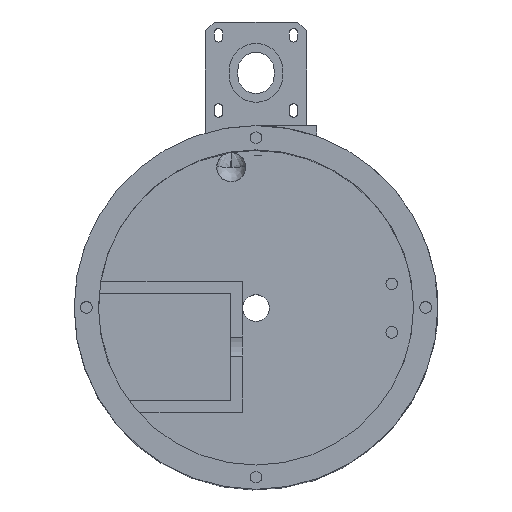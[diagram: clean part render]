
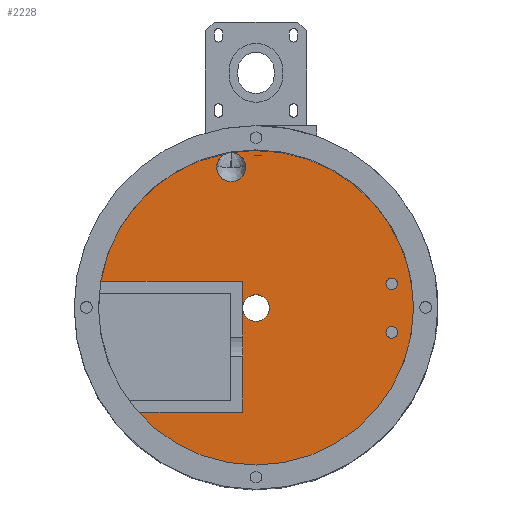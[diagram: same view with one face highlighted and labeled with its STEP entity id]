
A CAD part, top view. The second image highlights one B-rep face of the part: STEP entity #2228.
In plain terms, the highlighted planar face has unit normal (0, 0, 1).
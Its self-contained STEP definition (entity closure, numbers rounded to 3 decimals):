
#17=FACE_BOUND('',#293,.T.);
#18=FACE_BOUND('',#294,.T.);
#78=PLANE('',#2379);
#164=FACE_OUTER_BOUND('',#292,.T.);
#292=EDGE_LOOP('',(#1563,#1564,#1565,#1566,#1567,#1568,#1569,#1570,#1571,
#1572,#1573,#1574,#1575,#1576,#1577));
#293=EDGE_LOOP('',(#1578));
#294=EDGE_LOOP('',(#1579));
#458=CIRCLE('',#2343,6.);
#460=CIRCLE('',#2349,2.4);
#462=CIRCLE('',#2353,2.4);
#465=CIRCLE('',#2363,6.);
#466=CIRCLE('',#2364,6.);
#472=CIRCLE('',#2380,65.);
#473=CIRCLE('',#2381,5.5);
#474=CIRCLE('',#2382,5.5);
#475=CIRCLE('',#2383,65.);
#476=CIRCLE('',#2384,75.);
#477=CIRCLE('',#2385,65.);
#573=LINE('',#3642,#771);
#574=LINE('',#3644,#772);
#575=LINE('',#3649,#773);
#576=LINE('',#3651,#774);
#577=LINE('',#3655,#775);
#578=LINE('',#3659,#776);
#771=VECTOR('',#2673,10.);
#772=VECTOR('',#2674,10.);
#773=VECTOR('',#2679,10.);
#774=VECTOR('',#2680,10.);
#775=VECTOR('',#2683,10.);
#776=VECTOR('',#2686,10.);
#963=VERTEX_POINT('',#3279);
#965=VERTEX_POINT('',#3282);
#968=VERTEX_POINT('',#3292);
#970=VERTEX_POINT('',#3299);
#976=VERTEX_POINT('',#3377);
#982=VERTEX_POINT('',#3639);
#983=VERTEX_POINT('',#3641);
#984=VERTEX_POINT('',#3643);
#985=VERTEX_POINT('',#3645);
#986=VERTEX_POINT('',#3648);
#987=VERTEX_POINT('',#3650);
#988=VERTEX_POINT('',#3652);
#989=VERTEX_POINT('',#3654);
#990=VERTEX_POINT('',#3656);
#991=VERTEX_POINT('',#3658);
#1179=EDGE_CURVE('',#965,#963,#458,.T.);
#1184=EDGE_CURVE('',#968,#968,#460,.T.);
#1187=EDGE_CURVE('',#970,#970,#462,.T.);
#1197=EDGE_CURVE('',#976,#965,#465,.T.);
#1198=EDGE_CURVE('',#963,#976,#466,.T.);
#1211=EDGE_CURVE('',#982,#976,#472,.T.);
#1212=EDGE_CURVE('',#982,#983,#573,.T.);
#1213=EDGE_CURVE('',#983,#984,#574,.T.);
#1214=EDGE_CURVE('',#984,#985,#473,.T.);
#1215=EDGE_CURVE('',#985,#984,#474,.T.);
#1216=EDGE_CURVE('',#984,#986,#575,.T.);
#1217=EDGE_CURVE('',#986,#987,#576,.T.);
#1218=EDGE_CURVE('',#988,#987,#475,.T.);
#1219=EDGE_CURVE('',#988,#989,#577,.T.);
#1220=EDGE_CURVE('',#990,#989,#476,.T.);
#1221=EDGE_CURVE('',#991,#990,#578,.T.);
#1222=EDGE_CURVE('',#976,#991,#477,.T.);
#1563=ORIENTED_EDGE('',*,*,#1211,.F.);
#1564=ORIENTED_EDGE('',*,*,#1212,.T.);
#1565=ORIENTED_EDGE('',*,*,#1213,.T.);
#1566=ORIENTED_EDGE('',*,*,#1214,.T.);
#1567=ORIENTED_EDGE('',*,*,#1215,.T.);
#1568=ORIENTED_EDGE('',*,*,#1216,.T.);
#1569=ORIENTED_EDGE('',*,*,#1217,.T.);
#1570=ORIENTED_EDGE('',*,*,#1218,.F.);
#1571=ORIENTED_EDGE('',*,*,#1219,.T.);
#1572=ORIENTED_EDGE('',*,*,#1220,.F.);
#1573=ORIENTED_EDGE('',*,*,#1221,.F.);
#1574=ORIENTED_EDGE('',*,*,#1222,.F.);
#1575=ORIENTED_EDGE('',*,*,#1197,.T.);
#1576=ORIENTED_EDGE('',*,*,#1179,.T.);
#1577=ORIENTED_EDGE('',*,*,#1198,.T.);
#1578=ORIENTED_EDGE('',*,*,#1184,.T.);
#1579=ORIENTED_EDGE('',*,*,#1187,.T.);
#2228=ADVANCED_FACE('',(#164,#17,#18),#78,.T.);
#2343=AXIS2_PLACEMENT_3D('',#3283,#2592,#2593);
#2349=AXIS2_PLACEMENT_3D('',#3293,#2605,#2606);
#2353=AXIS2_PLACEMENT_3D('',#3300,#2614,#2615);
#2363=AXIS2_PLACEMENT_3D('',#3378,#2636,#2637);
#2364=AXIS2_PLACEMENT_3D('',#3379,#2638,#2639);
#2379=AXIS2_PLACEMENT_3D('',#3638,#2669,#2670);
#2380=AXIS2_PLACEMENT_3D('',#3640,#2671,#2672);
#2381=AXIS2_PLACEMENT_3D('',#3646,#2675,#2676);
#2382=AXIS2_PLACEMENT_3D('',#3647,#2677,#2678);
#2383=AXIS2_PLACEMENT_3D('',#3653,#2681,#2682);
#2384=AXIS2_PLACEMENT_3D('',#3657,#2684,#2685);
#2385=AXIS2_PLACEMENT_3D('',#3660,#2687,#2688);
#2592=DIRECTION('center_axis',(0.,0.,-1.));
#2593=DIRECTION('ref_axis',(-1.,0.,0.));
#2605=DIRECTION('center_axis',(0.,0.,-1.));
#2606=DIRECTION('ref_axis',(-1.,0.,0.));
#2614=DIRECTION('center_axis',(0.,0.,-1.));
#2615=DIRECTION('ref_axis',(-1.,0.,0.));
#2636=DIRECTION('center_axis',(0.,0.,-1.));
#2637=DIRECTION('ref_axis',(-1.,0.,0.));
#2638=DIRECTION('center_axis',(0.,0.,-1.));
#2639=DIRECTION('ref_axis',(-1.,0.,0.));
#2669=DIRECTION('center_axis',(0.,0.,1.));
#2670=DIRECTION('ref_axis',(-1.,0.,0.));
#2671=DIRECTION('center_axis',(0.,0.,-1.));
#2672=DIRECTION('ref_axis',(-1.,0.,0.));
#2673=DIRECTION('',(1.,0.,0.));
#2674=DIRECTION('',(0.,-1.,0.));
#2675=DIRECTION('center_axis',(0.,0.,-1.));
#2676=DIRECTION('ref_axis',(-1.,0.,0.));
#2677=DIRECTION('center_axis',(0.,0.,-1.));
#2678=DIRECTION('ref_axis',(-1.,0.,0.));
#2679=DIRECTION('',(0.,-1.,0.));
#2680=DIRECTION('',(-1.,0.,0.));
#2681=DIRECTION('center_axis',(0.,0.,-1.));
#2682=DIRECTION('ref_axis',(-1.,0.,0.));
#2683=DIRECTION('',(1.,0.,0.));
#2684=DIRECTION('center_axis',(0.,0.,
-1.));
#2685=DIRECTION('ref_axis',(1.,0.,0.));
#2686=DIRECTION('',(1.,0.,0.));
#2687=DIRECTION('center_axis',(0.,0.,-1.));
#2688=DIRECTION('ref_axis',(-1.,0.,0.));
#3279=CARTESIAN_POINT('',(-4.205,58.111,20.));
#3282=CARTESIAN_POINT('',(-10.205,64.111,20.));
#3283=CARTESIAN_POINT('Origin',(-10.205,58.111,20.));
#3292=CARTESIAN_POINT('',(58.4,-10.,20.));
#3293=CARTESIAN_POINT('Origin',(56.,-10.,20.));
#3299=CARTESIAN_POINT('',(58.4,10.,20.));
#3300=CARTESIAN_POINT('Origin',(56.,10.,20.));
#3377=CARTESIAN_POINT('',(-11.242,64.02,20.));
#3378=CARTESIAN_POINT('Origin',(-10.205,58.111,20.));
#3379=CARTESIAN_POINT('Origin',(-10.205,58.111,20.));
#3638=CARTESIAN_POINT('Origin',(0.,0.,20.));
#3639=CARTESIAN_POINT('',(-64.062,11.,20.));
#3640=CARTESIAN_POINT('Origin',(0.,0.,20.));
#3641=CARTESIAN_POINT('',(-5.5,11.,20.));
#3642=CARTESIAN_POINT('',(-2.75,11.,20.));
#3643=CARTESIAN_POINT('',(-5.5,0.,20.));
#3644=CARTESIAN_POINT('',(-5.5,-6.,20.));
#3645=CARTESIAN_POINT('',(5.5,0.,20.));
#3646=CARTESIAN_POINT('Origin',(0.,0.,20.));
#3647=CARTESIAN_POINT('Origin',(0.,0.,20.));
#3648=CARTESIAN_POINT('',(-5.5,-43.,20.));
#3649=CARTESIAN_POINT('',(-5.5,-21.5,20.));
#3650=CARTESIAN_POINT('',(-48.744,-43.,20.));
#3651=CARTESIAN_POINT('',(-24.372,-43.,20.));
#3652=CARTESIAN_POINT('',(64.807,-5.,20.));
#3653=CARTESIAN_POINT('Origin',(0.,0.,20.));
#3654=CARTESIAN_POINT('',(74.833,-5.,20.));
#3655=CARTESIAN_POINT('',(21.,-5.,20.));
#3656=CARTESIAN_POINT('',(74.833,5.,20.));
#3657=CARTESIAN_POINT('Origin',(0.,0.,20.));
#3658=CARTESIAN_POINT('',(64.807,5.,20.));
#3659=CARTESIAN_POINT('',(21.,5.,20.));
#3660=CARTESIAN_POINT('Origin',(0.,0.,20.));
